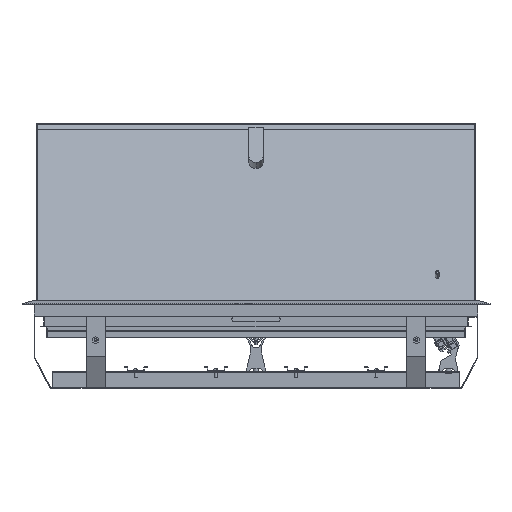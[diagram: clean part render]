
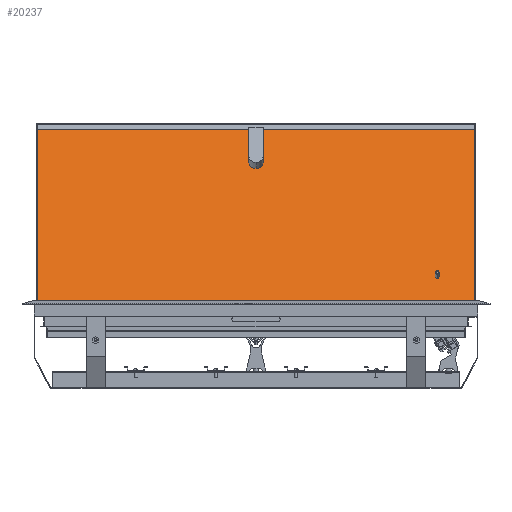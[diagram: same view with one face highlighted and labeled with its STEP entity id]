
A CAD part, left-side view. The second image highlights one B-rep face of the part: STEP entity #20237.
In plain terms, the highlighted face is planar.
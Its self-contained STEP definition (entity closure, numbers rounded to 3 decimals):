
#1066 = AXIS2_PLACEMENT_3D ( 'NONE', #1905, #5256, #13448 ) ;
#1905 = CARTESIAN_POINT ( 'NONE',  ( -98., 0., -1. ) ) ;
#2158 = VECTOR ( 'NONE', #9354, 1000. ) ;
#2226 = DIRECTION ( 'NONE',  ( 1., 0., 0. ) ) ;
#2314 = DIRECTION ( 'NONE',  ( 1., 0., 0. ) ) ;
#3187 = VERTEX_POINT ( 'NONE', #18225 ) ;
#3754 = CIRCLE ( 'NONE', #1066, 11.5 ) ;
#3879 = EDGE_CURVE ( 'NONE', #15845, #27210, #6049, .T. ) ;
#4352 = CARTESIAN_POINT ( 'NONE',  ( 0., 0., -1. ) ) ;
#4492 = CARTESIAN_POINT ( 'NONE',  ( -152., 341.5, -1. ) ) ;
#5102 = ORIENTED_EDGE ( 'NONE', *, *, #23741, .T. ) ;
#5256 = DIRECTION ( 'NONE',  ( 0., 0., 1. ) ) ;
#5342 = VERTEX_POINT ( 'NONE', #17733 ) ;
#5490 = ORIENTED_EDGE ( 'NONE', *, *, #11169, .F. ) ;
#5844 = AXIS2_PLACEMENT_3D ( 'NONE', #20189, #6208, #23083 ) ;
#6049 = LINE ( 'NONE', #8493, #2158 ) ;
#6075 = EDGE_CURVE ( 'NONE', #22582, #15845, #22321, .T. ) ;
#6208 = DIRECTION ( 'NONE',  ( 0., 0., 1. ) ) ;
#6649 = CARTESIAN_POINT ( 'NONE',  ( 93., -282.5, -1. ) ) ;
#7464 = VERTEX_POINT ( 'NONE', #13862 ) ;
#8412 = ORIENTED_EDGE ( 'NONE', *, *, #9410, .F. ) ;
#8493 = CARTESIAN_POINT ( 'NONE',  ( 0., -341.5, -1. ) ) ;
#9354 = DIRECTION ( 'NONE',  ( 1., 0., 0. ) ) ;
#9410 = EDGE_CURVE ( 'NONE', #20168, #5342, #23188, .T. ) ;
#9509 = ORIENTED_EDGE ( 'NONE', *, *, #3879, .F. ) ;
#9651 = CIRCLE ( 'NONE', #22976, 3. ) ;
#10653 = CARTESIAN_POINT ( 'NONE',  ( 96., -282.5, -1. ) ) ;
#11169 = EDGE_CURVE ( 'NONE', #27210, #16311, #23057, .T. ) ;
#11221 = DIRECTION ( 'NONE',  ( 0., -1., 0. ) ) ;
#12262 = EDGE_LOOP ( 'NONE', ( #5102, #26619 ) ) ;
#12300 = CARTESIAN_POINT ( 'NONE',  ( -152., -341.5, -1. ) ) ;
#12466 = EDGE_LOOP ( 'NONE', ( #27945, #24005, #5490, #9509 ) ) ;
#13341 = EDGE_CURVE ( 'NONE', #16311, #22582, #21616, .T. ) ;
#13448 = DIRECTION ( 'NONE',  ( 1., 0., 0. ) ) ;
#13862 = CARTESIAN_POINT ( 'NONE',  ( -86.5, 0., -1. ) ) ;
#15845 = VERTEX_POINT ( 'NONE', #12300 ) ;
#16106 = AXIS2_PLACEMENT_3D ( 'NONE', #6649, #27424, #2314 ) ;
#16311 = VERTEX_POINT ( 'NONE', #22679 ) ;
#17397 = PLANE ( 'NONE',  #21298 ) ;
#17733 = CARTESIAN_POINT ( 'NONE',  ( 90., -282.5, -1. ) ) ;
#17976 = VECTOR ( 'NONE', #11221, 1000. ) ;
#18225 = CARTESIAN_POINT ( 'NONE',  ( -109.5, 0., -1. ) ) ;
#19810 = DIRECTION ( 'NONE',  ( 0., 0., 1. ) ) ;
#19821 = VECTOR ( 'NONE', #25464, 1000. ) ;
#20168 = VERTEX_POINT ( 'NONE', #10653 ) ;
#20189 = CARTESIAN_POINT ( 'NONE',  ( -98., 0., -1. ) ) ;
#20237 = ADVANCED_FACE ( 'NONE', ( #26617, #22700, #24149 ), #17397, .F. ) ;
#21298 = AXIS2_PLACEMENT_3D ( 'NONE', #4352, #19810, #23667 ) ;
#21616 = LINE ( 'NONE', #27914, #19821 ) ;
#21901 = CIRCLE ( 'NONE', #5844, 11.5 ) ;
#22058 = CARTESIAN_POINT ( 'NONE',  ( 152., -341.5, -1. ) ) ;
#22321 = LINE ( 'NONE', #27205, #17976 ) ;
#22582 = VERTEX_POINT ( 'NONE', #4492 ) ;
#22679 = CARTESIAN_POINT ( 'NONE',  ( 152., 341.5, -1. ) ) ;
#22700 = FACE_OUTER_BOUND ( 'NONE', #12466, .T. ) ;
#22976 = AXIS2_PLACEMENT_3D ( 'NONE', #26360, #24385, #2226 ) ;
#23057 = LINE ( 'NONE', #27939, #23793 ) ;
#23083 = DIRECTION ( 'NONE',  ( 1., 0., 0. ) ) ;
#23188 = CIRCLE ( 'NONE', #16106, 3. ) ;
#23667 = DIRECTION ( 'NONE',  ( 1., 0., 0. ) ) ;
#23741 = EDGE_CURVE ( 'NONE', #7464, #3187, #21901, .T. ) ;
#23793 = VECTOR ( 'NONE', #26000, 1000. ) ;
#23800 = EDGE_CURVE ( 'NONE', #5342, #20168, #9651, .T. ) ;
#24005 = ORIENTED_EDGE ( 'NONE', *, *, #13341, .F. ) ;
#24149 = FACE_BOUND ( 'NONE', #29226, .T. ) ;
#24385 = DIRECTION ( 'NONE',  ( 0., 0., -1. ) ) ;
#25208 = EDGE_CURVE ( 'NONE', #3187, #7464, #3754, .T. ) ;
#25464 = DIRECTION ( 'NONE',  ( -1., 0., 0. ) ) ;
#26000 = DIRECTION ( 'NONE',  ( 0., 1., 0. ) ) ;
#26360 = CARTESIAN_POINT ( 'NONE',  ( 93., -282.5, -1. ) ) ;
#26617 = FACE_BOUND ( 'NONE', #12262, .T. ) ;
#26619 = ORIENTED_EDGE ( 'NONE', *, *, #25208, .T. ) ;
#27205 = CARTESIAN_POINT ( 'NONE',  ( -152., 0., -1. ) ) ;
#27210 = VERTEX_POINT ( 'NONE', #22058 ) ;
#27424 = DIRECTION ( 'NONE',  ( 0., 0., -1. ) ) ;
#27914 = CARTESIAN_POINT ( 'NONE',  ( 0., 341.5, -1. ) ) ;
#27939 = CARTESIAN_POINT ( 'NONE',  ( 152., 0., -1. ) ) ;
#27945 = ORIENTED_EDGE ( 'NONE', *, *, #6075, .F. ) ;
#29226 = EDGE_LOOP ( 'NONE', ( #8412, #29295 ) ) ;
#29295 = ORIENTED_EDGE ( 'NONE', *, *, #23800, .F. ) ;
